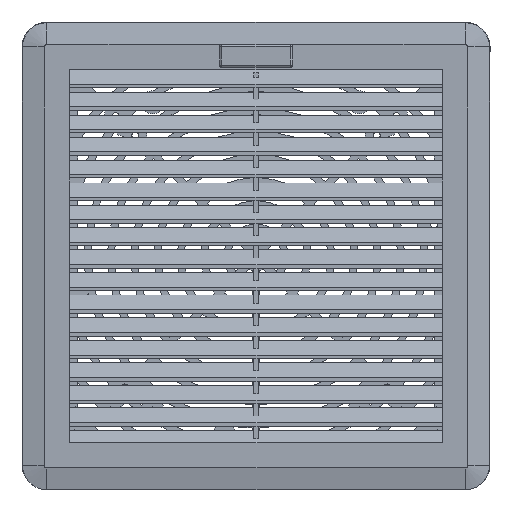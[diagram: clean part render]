
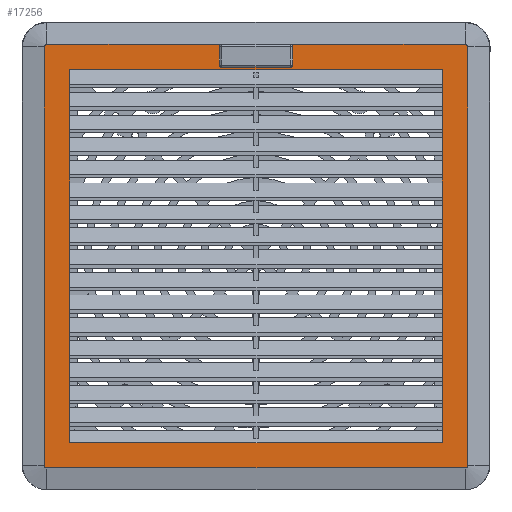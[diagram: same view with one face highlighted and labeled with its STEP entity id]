
A CAD part, top view. The second image highlights one B-rep face of the part: STEP entity #17256.
In plain terms, the highlighted face is planar.
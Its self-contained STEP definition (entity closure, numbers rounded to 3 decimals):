
#1651=LINE('',#28045,#3403);
#1659=LINE('',#28069,#3411);
#1663=LINE('',#28080,#3415);
#1780=LINE('',#28324,#3532);
#1783=LINE('',#28329,#3535);
#1793=LINE('',#28350,#3545);
#1797=LINE('',#28357,#3549);
#1804=LINE('',#28376,#3556);
#1818=LINE('',#28415,#3570);
#1820=LINE('',#28420,#3572);
#1821=LINE('',#28421,#3573);
#1838=LINE('',#28465,#3590);
#3403=VECTOR('',#23077,10.);
#3411=VECTOR('',#23101,10.);
#3415=VECTOR('',#23113,10.);
#3532=VECTOR('',#23390,10.);
#3535=VECTOR('',#23395,10.);
#3545=VECTOR('',#23415,10.);
#3549=VECTOR('',#23421,10.);
#3556=VECTOR('',#23442,10.);
#3570=VECTOR('',#23486,10.);
#3572=VECTOR('',#23490,10.);
#3573=VECTOR('',#23491,10.);
#3590=VECTOR('',#23542,10.);
#4260=FACE_BOUND('',#6222,.T.);
#5075=FACE_OUTER_BOUND('',#6221,.T.);
#6221=EDGE_LOOP('',(#15648,#15649,#15650,#15651,#15652,#15653,#15654,#15655,
#15656,#15657,#15658,#15659,#15660,#15661,#15662,#15663));
#6222=EDGE_LOOP('',(#15664,#15665,#15666,#15667));
#6900=CIRCLE('',#18693,1.);
#6902=CIRCLE('',#18697,1.);
#6904=CIRCLE('',#18701,1.);
#6906=CIRCLE('',#18705,1.);
#6908=CIRCLE('',#18781,1.088);
#6912=CIRCLE('',#18798,1.088);
#6914=CIRCLE('',#18806,1.088);
#6921=CIRCLE('',#18825,1.088);
#8370=VERTEX_POINT('',#28035);
#8371=VERTEX_POINT('',#28036);
#8374=VERTEX_POINT('',#28044);
#8376=VERTEX_POINT('',#28050);
#8378=VERTEX_POINT('',#28056);
#8380=VERTEX_POINT('',#28062);
#8382=VERTEX_POINT('',#28068);
#8384=VERTEX_POINT('',#28074);
#8425=VERTEX_POINT('',#28303);
#8426=VERTEX_POINT('',#28305);
#8431=VERTEX_POINT('',#28321);
#8432=VERTEX_POINT('',#28323);
#8433=VERTEX_POINT('',#28327);
#8439=VERTEX_POINT('',#28349);
#8441=VERTEX_POINT('',#28355);
#8443=VERTEX_POINT('',#28365);
#8446=VERTEX_POINT('',#28374);
#8452=VERTEX_POINT('',#28394);
#8458=VERTEX_POINT('',#28418);
#8465=VERTEX_POINT('',#28445);
#10667=EDGE_CURVE('',#8370,#8371,#6900,.T.);
#10671=EDGE_CURVE('',#8374,#8370,#1651,.T.);
#10674=EDGE_CURVE('',#8376,#8374,#6902,.T.);
#10680=EDGE_CURVE('',#8380,#8378,#6904,.T.);
#10683=EDGE_CURVE('',#8382,#8380,#1659,.T.);
#10686=EDGE_CURVE('',#8384,#8382,#6906,.T.);
#10689=EDGE_CURVE('',#8371,#8384,#1663,.T.);
#10801=EDGE_CURVE('',#8425,#8426,#6908,.T.);
#10810=EDGE_CURVE('',#8432,#8431,#1780,.T.);
#10813=EDGE_CURVE('',#8433,#8425,#1783,.T.);
#10823=EDGE_CURVE('',#8439,#8432,#1793,.T.);
#10827=EDGE_CURVE('',#8431,#8441,#1797,.T.);
#10832=EDGE_CURVE('',#8443,#8433,#6912,.T.);
#10836=EDGE_CURVE('',#8446,#8443,#1804,.T.);
#10846=EDGE_CURVE('',#8452,#8446,#6914,.T.);
#10856=EDGE_CURVE('',#8441,#8439,#1818,.T.);
#10858=EDGE_CURVE('',#8458,#8378,#1820,.T.);
#10859=EDGE_CURVE('',#8376,#8452,#1821,.T.);
#10872=EDGE_CURVE('',#8465,#8458,#6921,.T.);
#10882=EDGE_CURVE('',#8426,#8465,#1838,.T.);
#15648=ORIENTED_EDGE('',*,*,#10680,.T.);
#15649=ORIENTED_EDGE('',*,*,#10858,.F.);
#15650=ORIENTED_EDGE('',*,*,#10872,.F.);
#15651=ORIENTED_EDGE('',*,*,#10882,.F.);
#15652=ORIENTED_EDGE('',*,*,#10801,.F.);
#15653=ORIENTED_EDGE('',*,*,#10813,.F.);
#15654=ORIENTED_EDGE('',*,*,#10832,.F.);
#15655=ORIENTED_EDGE('',*,*,#10836,.F.);
#15656=ORIENTED_EDGE('',*,*,#10846,.F.);
#15657=ORIENTED_EDGE('',*,*,#10859,.F.);
#15658=ORIENTED_EDGE('',*,*,#10674,.T.);
#15659=ORIENTED_EDGE('',*,*,#10671,.T.);
#15660=ORIENTED_EDGE('',*,*,#10667,.T.);
#15661=ORIENTED_EDGE('',*,*,#10689,.T.);
#15662=ORIENTED_EDGE('',*,*,#10686,.T.);
#15663=ORIENTED_EDGE('',*,*,#10683,.T.);
#15664=ORIENTED_EDGE('',*,*,#10856,.T.);
#15665=ORIENTED_EDGE('',*,*,#10823,.T.);
#15666=ORIENTED_EDGE('',*,*,#10810,.T.);
#15667=ORIENTED_EDGE('',*,*,#10827,.T.);
#16409=PLANE('',#18834);
#17256=ADVANCED_FACE('',(#5075,#4260),#16409,.T.);
#18693=AXIS2_PLACEMENT_3D('',#28037,#23069,#23070);
#18697=AXIS2_PLACEMENT_3D('',#28051,#23082,#23083);
#18701=AXIS2_PLACEMENT_3D('',#28063,#23094,#23095);
#18705=AXIS2_PLACEMENT_3D('',#28075,#23106,#23107);
#18781=AXIS2_PLACEMENT_3D('',#28306,#23371,#23372);
#18798=AXIS2_PLACEMENT_3D('',#28367,#23432,#23433);
#18806=AXIS2_PLACEMENT_3D('',#28396,#23460,#23461);
#18825=AXIS2_PLACEMENT_3D('',#28447,#23517,#23518);
#18834=AXIS2_PLACEMENT_3D('',#28464,#23540,#23541);
#23069=DIRECTION('center_axis',(0.,-1.,0.));
#23070=DIRECTION('ref_axis',(0.,0.,1.));
#23077=DIRECTION('',(0.,0.,1.));
#23082=DIRECTION('center_axis',(0.,-1.,0.));
#23083=DIRECTION('ref_axis',(1.,0.,0.));
#23094=DIRECTION('center_axis',(0.,-1.,0.));
#23095=DIRECTION('ref_axis',(0.,0.,-1.));
#23101=DIRECTION('',(0.,0.,-1.));
#23106=DIRECTION('center_axis',(0.,-1.,0.));
#23107=DIRECTION('ref_axis',(-1.,0.,0.));
#23113=DIRECTION('',(-1.,0.,0.));
#23371=DIRECTION('center_axis',(0.,-1.,0.));
#23372=DIRECTION('ref_axis',(0.,0.,1.));
#23390=DIRECTION('',(-1.,0.,0.));
#23395=DIRECTION('',(-1.,0.,0.));
#23415=DIRECTION('',(0.,0.,1.));
#23421=DIRECTION('',(0.,0.,-1.));
#23432=DIRECTION('center_axis',(0.,-1.,0.));
#23433=DIRECTION('ref_axis',(1.,0.,0.));
#23442=DIRECTION('',(0.,0.,1.));
#23460=DIRECTION('center_axis',(0.,-1.,0.));
#23461=DIRECTION('ref_axis',(0.,0.,-1.));
#23486=DIRECTION('',(1.,0.,0.));
#23490=DIRECTION('',(1.,0.,0.));
#23491=DIRECTION('',(1.,0.,0.));
#23517=DIRECTION('center_axis',(0.,-1.,0.));
#23518=DIRECTION('ref_axis',(-1.,0.,0.));
#23540=DIRECTION('center_axis',(0.,1.,0.));
#23541=DIRECTION('ref_axis',(1.,0.,0.));
#23542=DIRECTION('',(0.,0.,-1.));
#28035=CARTESIAN_POINT('',(16.,11.,-83.088));
#28036=CARTESIAN_POINT('',(15.,11.,-82.088));
#28037=CARTESIAN_POINT('Origin',(15.,11.,-83.088));
#28044=CARTESIAN_POINT('',(16.,11.,-91.088));
#28045=CARTESIAN_POINT('',(16.,11.,-0.044));
#28050=CARTESIAN_POINT('',(15.,11.,-92.088));
#28051=CARTESIAN_POINT('Origin',(15.,11.,-91.088));
#28056=CARTESIAN_POINT('',(-15.,11.,-92.088));
#28062=CARTESIAN_POINT('',(-16.,11.,-91.088));
#28063=CARTESIAN_POINT('Origin',(-15.,11.,-91.088));
#28068=CARTESIAN_POINT('',(-16.,11.,-83.088));
#28069=CARTESIAN_POINT('',(-16.,11.,3.956));
#28074=CARTESIAN_POINT('',(-15.,11.,-82.088));
#28075=CARTESIAN_POINT('Origin',(-15.,11.,-83.088));
#28080=CARTESIAN_POINT('',(-38.544,11.,-82.088));
#28303=CARTESIAN_POINT('',(-91.,11.,92.088));
#28305=CARTESIAN_POINT('',(-92.088,11.,91.));
#28306=CARTESIAN_POINT('Origin',(-91.,11.,91.));
#28321=CARTESIAN_POINT('',(-81.088,11.,81.088));
#28323=CARTESIAN_POINT('',(81.088,11.,81.088));
#28324=CARTESIAN_POINT('',(91.,11.,81.088));
#28327=CARTESIAN_POINT('',(91.,11.,92.088));
#28329=CARTESIAN_POINT('',(91.,11.,92.088));
#28349=CARTESIAN_POINT('',(81.088,11.,-81.088));
#28350=CARTESIAN_POINT('',(81.088,11.,-91.));
#28355=CARTESIAN_POINT('',(-81.088,11.,-81.088));
#28357=CARTESIAN_POINT('',(-81.088,11.,91.));
#28365=CARTESIAN_POINT('',(92.088,11.,91.));
#28367=CARTESIAN_POINT('Origin',(91.,11.,91.));
#28374=CARTESIAN_POINT('',(92.088,11.,-91.));
#28376=CARTESIAN_POINT('',(92.088,11.,-91.));
#28394=CARTESIAN_POINT('',(91.,11.,-92.088));
#28396=CARTESIAN_POINT('Origin',(91.,11.,-91.));
#28415=CARTESIAN_POINT('',(-91.,11.,-81.088));
#28418=CARTESIAN_POINT('',(-91.,11.,-92.088));
#28420=CARTESIAN_POINT('',(-91.,11.,-92.088));
#28421=CARTESIAN_POINT('',(-91.,11.,-92.088));
#28445=CARTESIAN_POINT('',(-92.088,11.,-91.));
#28447=CARTESIAN_POINT('Origin',(-91.,11.,-91.));
#28464=CARTESIAN_POINT('Origin',(-92.088,11.,91.));
#28465=CARTESIAN_POINT('',(-92.088,11.,91.));
